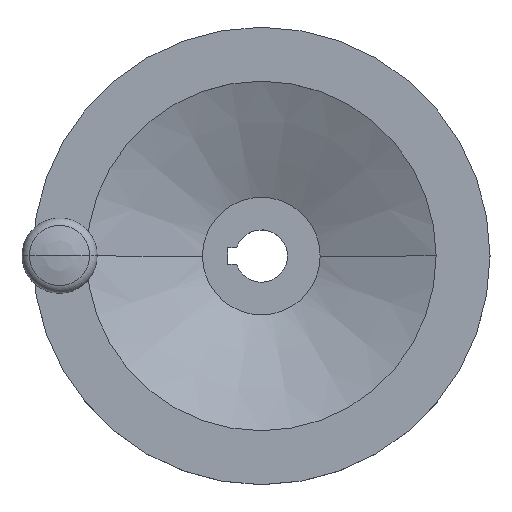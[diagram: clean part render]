
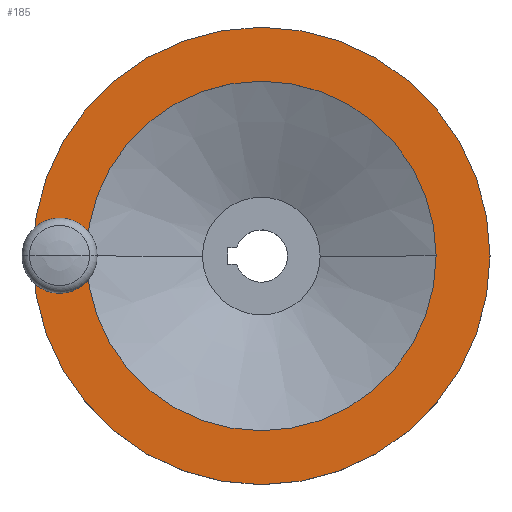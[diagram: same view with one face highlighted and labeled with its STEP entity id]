
A CAD part, top view. The second image highlights one B-rep face of the part: STEP entity #185.
In plain terms, the highlighted planar face has unit normal (0, 0, 1).
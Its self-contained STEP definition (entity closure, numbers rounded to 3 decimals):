
#185=ADVANCED_FACE('',(#515,#516,#517),#518,.T.);
#187=EDGE_CURVE('',#469,#251,#520,.T.);
#193=EDGE_CURVE('',#459,#463,#526,.T.);
#251=VERTEX_POINT('',#590);
#271=EDGE_CURVE('',#251,#469,#613,.T.);
#325=EDGE_CURVE('',#463,#459,#675,.T.);
#365=EDGE_CURVE('',#455,#423,#722,.T.);
#395=EDGE_CURVE('',#423,#455,#755,.T.);
#423=VERTEX_POINT('',#787);
#455=VERTEX_POINT('',#825);
#459=VERTEX_POINT('',#829);
#463=VERTEX_POINT('',#833);
#469=VERTEX_POINT('',#839);
#515=FACE_BOUND('',#878,.T.);
#516=FACE_OUTER_BOUND('',#879,.T.);
#517=FACE_BOUND('',#880,.T.);
#518=PLANE('',#881);
#520=CIRCLE('',#884,70.0);
#526=CIRCLE('',#895,53.5);
#590=CARTESIAN_POINT('',(-70.0,0.,36.0));
#613=CIRCLE('',#1010,70.0);
#675=CIRCLE('',#1084,53.5);
#722=CIRCLE('',#1144,6.5);
#755=CIRCLE('',#1189,6.5);
#787=CARTESIAN_POINT('',(-55.25,0.,36.0));
#825=CARTESIAN_POINT('',(-68.25,0.,36.0));
#829=CARTESIAN_POINT('',(-53.5,0.,36.0));
#833=CARTESIAN_POINT('',(53.5,0.,36.0));
#839=CARTESIAN_POINT('',(70.0,0.,36.0));
#878=EDGE_LOOP('',(#1338,#1339));
#879=EDGE_LOOP('',(#1340,#1341));
#880=EDGE_LOOP('',(#1342,#1343));
#881=AXIS2_PLACEMENT_3D('',#1344,#1345,#1346);
#884=AXIS2_PLACEMENT_3D('',#1347,#1348,#1349);
#895=AXIS2_PLACEMENT_3D('',#1352,#1353,#1354);
#1010=AXIS2_PLACEMENT_3D('',#1463,#1464,#1465);
#1084=AXIS2_PLACEMENT_3D('',#1534,#1535,#1536);
#1144=AXIS2_PLACEMENT_3D('',#1613,#1614,#1615);
#1189=AXIS2_PLACEMENT_3D('',#1658,#1659,#1660);
#1338=ORIENTED_EDGE('',*,*,#365,.T.);
#1339=ORIENTED_EDGE('',*,*,#395,.T.);
#1340=ORIENTED_EDGE('',*,*,#271,.F.);
#1341=ORIENTED_EDGE('',*,*,#187,.F.);
#1342=ORIENTED_EDGE('',*,*,#193,.T.);
#1343=ORIENTED_EDGE('',*,*,#325,.T.);
#1344=CARTESIAN_POINT('',(-61.75,0.,36.0));
#1345=DIRECTION('',(0.0,0.0,1.0));
#1346=DIRECTION('',(-1.0,0.,0.0));
#1347=CARTESIAN_POINT('',(0.,0.,36.0));
#1348=DIRECTION('',(-0.0,0.0,-1.0));
#1349=DIRECTION('',(-1.0,0.,0.0));
#1352=CARTESIAN_POINT('',(0.,0.,36.0));
#1353=DIRECTION('',(-0.0,0.0,-1.0));
#1354=DIRECTION('',(-1.0,0.,0.0));
#1463=CARTESIAN_POINT('',(0.,0.,36.0));
#1464=DIRECTION('',(-0.0,0.0,-1.0));
#1465=DIRECTION('',(-1.0,0.,0.0));
#1534=CARTESIAN_POINT('',(0.,0.,36.0));
#1535=DIRECTION('',(-0.0,0.0,-1.0));
#1536=DIRECTION('',(-1.0,0.,0.0));
#1613=CARTESIAN_POINT('',(-61.75,0.,36.0));
#1614=DIRECTION('',(-0.0,0.0,-1.0));
#1615=DIRECTION('',(-1.0,0.,0.0));
#1658=CARTESIAN_POINT('',(-61.75,0.,36.0));
#1659=DIRECTION('',(-0.0,0.0,-1.0));
#1660=DIRECTION('',(-1.0,0.,0.0));
